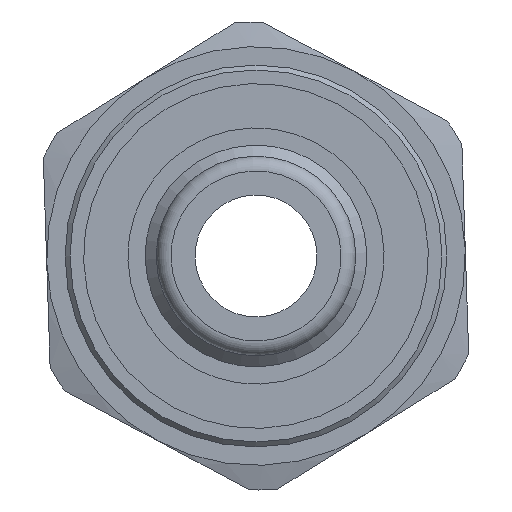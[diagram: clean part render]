
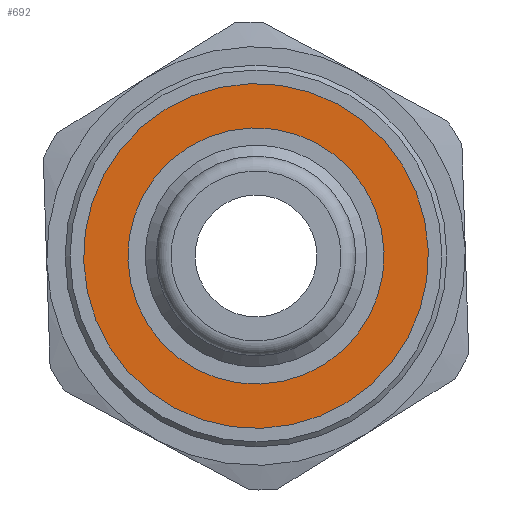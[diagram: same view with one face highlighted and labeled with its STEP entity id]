
A CAD part, front view. The second image highlights one B-rep face of the part: STEP entity #692.
In plain terms, the highlighted planar face has unit normal (0, -1, 0).
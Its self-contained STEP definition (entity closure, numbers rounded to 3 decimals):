
#96=PLANE('',#775);
#120=FACE_BOUND('',#221,.T.);
#152=FACE_OUTER_BOUND('',#220,.T.);
#220=EDGE_LOOP('',(#522));
#221=EDGE_LOOP('',(#523));
#299=CIRCLE('',#776,7.);
#300=CIRCLE('',#777,5.2);
#355=VERTEX_POINT('',#1148);
#356=VERTEX_POINT('',#1150);
#421=EDGE_CURVE('',#355,#355,#299,.T.);
#422=EDGE_CURVE('',#356,#356,#300,.T.);
#522=ORIENTED_EDGE('',*,*,#421,.F.);
#523=ORIENTED_EDGE('',*,*,#422,.T.);
#692=ADVANCED_FACE('',(#152,#120),#96,.T.);
#775=AXIS2_PLACEMENT_3D('',#1147,#927,#928);
#776=AXIS2_PLACEMENT_3D('',#1149,#929,#930);
#777=AXIS2_PLACEMENT_3D('',#1151,#931,#932);
#927=DIRECTION('center_axis',(0.,-1.,0.));
#928=DIRECTION('ref_axis',(-0.033,0.,0.999));
#929=DIRECTION('center_axis',(0.,1.,0.));
#930=DIRECTION('ref_axis',(0.033,0.,-0.999));
#931=DIRECTION('center_axis',(0.,1.,0.));
#932=DIRECTION('ref_axis',(0.033,0.,-0.999));
#1147=CARTESIAN_POINT('Origin',(-6.996,-0.3,-0.228));
#1148=CARTESIAN_POINT('',(-6.996,-0.3,-0.228));
#1149=CARTESIAN_POINT('Origin',(0.,-0.3,
0.));
#1150=CARTESIAN_POINT('',(-5.197,-0.3,-0.169));
#1151=CARTESIAN_POINT('Origin',(0.,-0.3,
0.));
